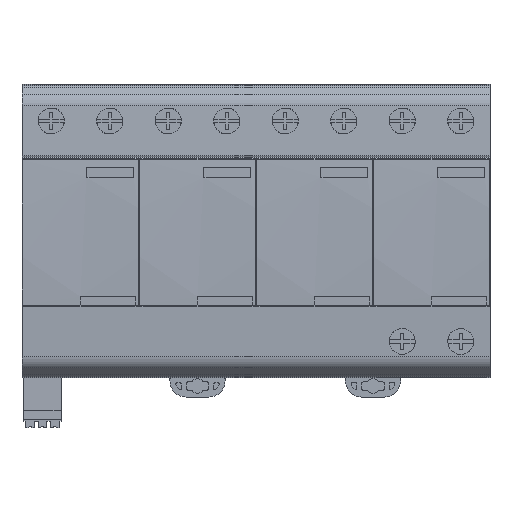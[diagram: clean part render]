
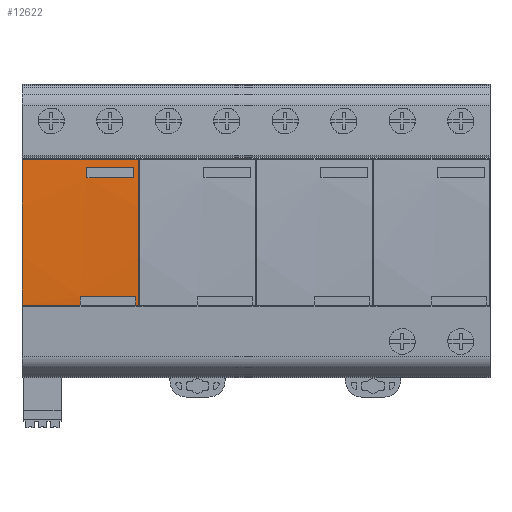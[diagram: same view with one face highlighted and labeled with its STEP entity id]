
A CAD part, front view. The second image highlights one B-rep face of the part: STEP entity #12622.
In plain terms, the highlighted cylindrical face has radius 416 mm (diameter 832 mm), a partial arc.
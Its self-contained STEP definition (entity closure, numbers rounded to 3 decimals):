
#1091=CARTESIAN_POINT('',(-100.995,-79.296,
16.396));
#1092=CARTESIAN_POINT('',(-100.939,-79.296,
16.396));
#1093=CARTESIAN_POINT('',(-100.841,-79.295,
16.424));
#1094=CARTESIAN_POINT('',(-100.728,-79.291,
16.534));
#1095=CARTESIAN_POINT('',(-100.696,-79.287,
16.636));
#1096=CARTESIAN_POINT('',(-100.697,-79.285,
16.695));
#1098=CARTESIAN_POINT('',(-100.701,-79.177,
19.299));
#1099=CARTESIAN_POINT('',(-100.701,-79.174,
19.356));
#1100=CARTESIAN_POINT('',(-100.73,-79.17,
19.455));
#1101=CARTESIAN_POINT('',(-100.846,-79.164,
19.57));
#1102=CARTESIAN_POINT('',(-100.945,-79.163,
19.598));
#1103=CARTESIAN_POINT('',(-101.002,-79.163,
19.598));
#1105=DIRECTION('',(-1.,0.,0.));
#1106=VECTOR('',#1105,13.996);
#1107=CARTESIAN_POINT('',(-101.002,-79.163,
19.598));
#1108=LINE('',#1107,#1106);
#1109=CARTESIAN_POINT('',(-114.998,-79.163,
19.598));
#1110=CARTESIAN_POINT('',(-115.055,-79.163,
19.598));
#1111=CARTESIAN_POINT('',(-115.154,-79.164,
19.57));
#1112=CARTESIAN_POINT('',(-115.27,-79.17,
19.454));
#1113=CARTESIAN_POINT('',(-115.299,-79.174,
19.356));
#1114=CARTESIAN_POINT('',(-115.299,-79.176,
19.298));
#1116=CARTESIAN_POINT('',(-115.304,-79.284,
16.696));
#1117=CARTESIAN_POINT('',(-115.304,-79.287,
16.64));
#1118=CARTESIAN_POINT('',(-115.276,-79.29,
16.542));
#1119=CARTESIAN_POINT('',(-115.166,-79.295,
16.428));
#1120=CARTESIAN_POINT('',(-115.064,-79.296,
16.396));
#1121=CARTESIAN_POINT('',(-115.005,-79.296,
16.396));
#1123=DIRECTION('',(1.,0.,0.));
#1124=VECTOR('',#1123,14.009);
#1125=CARTESIAN_POINT('',(-115.005,-79.296,
16.396));
#1126=LINE('',#1125,#1124);
#1127=DIRECTION('',(1.,0.,0.));
#1128=VECTOR('',#1127,35.7);
#1129=CARTESIAN_POINT('',(-135.,-79.047,22.));
#1130=LINE('',#1129,#1128);
#1131=CARTESIAN_POINT('',(-99.3,-79.047,22.));
#1132=CARTESIAN_POINT('',(-99.233,-79.051,
21.933));
#1133=CARTESIAN_POINT('',(-99.167,-79.054,
21.867));
#1134=CARTESIAN_POINT('',(-99.1,-79.057,
21.8));
#1136=CARTESIAN_POINT('',(-99.1,336.41,0.75));
#1137=DIRECTION('',(1.,0.,0.));
#1138=DIRECTION('',(0.,-0.999,0.051));
#1139=AXIS2_PLACEMENT_3D('',#1136,#1137,#1138);
#1141=CARTESIAN_POINT('',(-99.1,-78.933,
-22.627));
#1142=CARTESIAN_POINT('',(-99.167,-78.929,
-22.694));
#1143=CARTESIAN_POINT('',(-99.233,-78.925,
-22.76));
#1144=CARTESIAN_POINT('',(-99.3,-78.922,-22.827));
#1146=DIRECTION('',(-1.,0.,0.));
#1147=VECTOR('',#1146,0.7);
#1148=CARTESIAN_POINT('',(-99.3,-78.922,-22.827));
#1149=LINE('',#1148,#1147);
#1150=DIRECTION('',(-1.,0.,0.));
#1151=VECTOR('',#1150,17.);
#1152=CARTESIAN_POINT('',(-100.,-79.061,-20.227));
#1153=LINE('',#1152,#1151);
#1154=DIRECTION('',(-1.,0.,0.));
#1155=VECTOR('',#1154,17.7);
#1156=CARTESIAN_POINT('',(-117.3,-78.922,-22.827));
#1157=LINE('',#1156,#1155);
#1158=CARTESIAN_POINT('',(-135.,336.41,0.75));
#1159=DIRECTION('',(-1.,0.,0.));
#1160=DIRECTION('',(0.,-0.998,-0.057));
#1161=AXIS2_PLACEMENT_3D('',#1158,#1159,#1160);
#1609=CARTESIAN_POINT('',(-115.304,-79.284,
16.696));
#1610=CARTESIAN_POINT('',(-115.303,-79.273,
16.985));
#1611=CARTESIAN_POINT('',(-115.301,-79.251,
17.564));
#1612=CARTESIAN_POINT('',(-115.303,-79.215,
18.431));
#1613=CARTESIAN_POINT('',(-115.3,-79.189,
19.01));
#1614=CARTESIAN_POINT('',(-115.299,-79.176,
19.298));
#1643=CARTESIAN_POINT('',(-100.701,-79.177,
19.299));
#1644=CARTESIAN_POINT('',(-100.701,-79.189,
19.01));
#1645=CARTESIAN_POINT('',(-100.698,-79.215,
18.431));
#1646=CARTESIAN_POINT('',(-100.7,-79.251,
17.563));
#1647=CARTESIAN_POINT('',(-100.697,-79.273,
16.985));
#1648=CARTESIAN_POINT('',(-100.697,-79.285,
16.695));
#7559=CARTESIAN_POINT('',(-117.3,-78.922,-22.827));
#7560=CARTESIAN_POINT('',(-117.2,-78.927,
-22.727));
#7561=CARTESIAN_POINT('',(-117.1,-78.933,
-22.627));
#7562=CARTESIAN_POINT('',(-117.,-78.939,-22.527));
#7587=CARTESIAN_POINT('',(-117.,336.41,0.75));
#7588=DIRECTION('',(1.,0.,0.));
#7589=DIRECTION('',(0.,-0.999,-0.05));
#7590=AXIS2_PLACEMENT_3D('',#7587,#7588,#7589);
#7612=CARTESIAN_POINT('',(-100.,336.41,0.75));
#7613=DIRECTION('',(1.,0.,0.));
#7614=DIRECTION('',(0.,-0.999,-0.05));
#7615=AXIS2_PLACEMENT_3D('',#7612,#7613,#7614);
#7637=CARTESIAN_POINT('',(-99.1,-78.933,-22.627));
#7660=CARTESIAN_POINT('',(-99.1,-79.057,21.8));
#10015=VERTEX_POINT('',#7637);
#10019=CARTESIAN_POINT('',(-99.3,-78.922,-22.827));
#10020=VERTEX_POINT('',#10019);
#10021=VERTEX_POINT('',#7660);
#10022=CARTESIAN_POINT('',(-100.,-78.922,-22.827));
#10023=VERTEX_POINT('',#10022);
#10024=CARTESIAN_POINT('',(-100.,-79.061,-20.227));
#10025=VERTEX_POINT('',#10024);
#10026=VERTEX_POINT('',#1131);
#10027=VERTEX_POINT('',#1091);
#10028=VERTEX_POINT('',#1096);
#10029=VERTEX_POINT('',#1643);
#10030=VERTEX_POINT('',#1103);
#10031=CARTESIAN_POINT('',(-114.998,-79.163,
19.598));
#10032=VERTEX_POINT('',#10031);
#10033=VERTEX_POINT('',#1114);
#10034=VERTEX_POINT('',#1609);
#10035=VERTEX_POINT('',#1121);
#10049=CARTESIAN_POINT('',(-135.,-78.922,-22.827));
#10050=VERTEX_POINT('',#10049);
#10116=CARTESIAN_POINT('',(-135.,-79.047,22.));
#10117=VERTEX_POINT('',#10116);
#12110=CARTESIAN_POINT('',(-117.,-78.939,-22.527));
#12112=VERTEX_POINT('',#12110);
#12113=VERTEX_POINT('',#7559);
#12114=CARTESIAN_POINT('',(-117.,-79.061,-20.227));
#12116=VERTEX_POINT('',#12114);
#12576=CARTESIAN_POINT('',(9.,336.41,0.75));
#12577=DIRECTION('',(1.,0.,0.));
#12578=DIRECTION('',(0.,1.,0.));
#12579=AXIS2_PLACEMENT_3D('',#12576,#12577,#12578);
#12580=CYLINDRICAL_SURFACE('',#12579,416.);
#12582=ORIENTED_EDGE('',*,*,#12581,.T.);
#12584=ORIENTED_EDGE('',*,*,#12583,.T.);
#12586=ORIENTED_EDGE('',*,*,#12585,.T.);
#12588=ORIENTED_EDGE('',*,*,#12587,.T.);
#12590=ORIENTED_EDGE('',*,*,#12589,.T.);
#12592=ORIENTED_EDGE('',*,*,#12591,.F.);
#12594=ORIENTED_EDGE('',*,*,#12593,.T.);
#12596=ORIENTED_EDGE('',*,*,#12595,.T.);
#12598=ORIENTED_EDGE('',*,*,#12597,.F.);
#12600=ORIENTED_EDGE('',*,*,#12599,.T.);
#12601=ORIENTED_EDGE('',*,*,#12470,.T.);
#12602=EDGE_LOOP('',(#12582,#12584,#12586,#12588,#12590,#12592,#12594,#12596,
#12598,#12600,#12601));
#12603=FACE_OUTER_BOUND('',#12602,.F.);
#12605=ORIENTED_EDGE('',*,*,#12604,.T.);
#12607=ORIENTED_EDGE('',*,*,#12606,.F.);
#12609=ORIENTED_EDGE('',*,*,#12608,.T.);
#12611=ORIENTED_EDGE('',*,*,#12610,.T.);
#12613=ORIENTED_EDGE('',*,*,#12612,.T.);
#12615=ORIENTED_EDGE('',*,*,#12614,.F.);
#12617=ORIENTED_EDGE('',*,*,#12616,.T.);
#12619=ORIENTED_EDGE('',*,*,#12618,.T.);
#12620=EDGE_LOOP('',(#12605,#12607,#12609,#12611,#12613,#12615,#12617,#12619));
#12621=FACE_BOUND('',#12620,.F.);
#1097=B_SPLINE_CURVE_WITH_KNOTS('',3,(#1091,#1092,#1093,#1094,#1095,#1096),
.UNSPECIFIED.,.F.,.F.,(4,1,1,4),(0.,0.333,0.667,1.),
.UNSPECIFIED.);
#1104=B_SPLINE_CURVE_WITH_KNOTS('',3,(#1098,#1099,#1100,#1101,#1102,#1103),
.UNSPECIFIED.,.F.,.F.,(4,1,1,4),(0.,0.333,0.667,1.),
.UNSPECIFIED.);
#1115=B_SPLINE_CURVE_WITH_KNOTS('',3,(#1109,#1110,#1111,#1112,#1113,#1114),
.UNSPECIFIED.,.F.,.F.,(4,1,1,4),(0.,0.333,0.667,1.),
.UNSPECIFIED.);
#1122=B_SPLINE_CURVE_WITH_KNOTS('',3,(#1116,#1117,#1118,#1119,#1120,#1121),
.UNSPECIFIED.,.F.,.F.,(4,1,1,4),(0.,0.333,0.667,1.),
.UNSPECIFIED.);
#1135=B_SPLINE_CURVE_WITH_KNOTS('',3,(#1131,#1132,#1133,#1134),.UNSPECIFIED.,
.F.,.F.,(4,4),(0.,1.),.UNSPECIFIED.);
#1140=CIRCLE('',#1139,416.);
#1145=B_SPLINE_CURVE_WITH_KNOTS('',3,(#1141,#1142,#1143,#1144),.UNSPECIFIED.,
.F.,.F.,(4,4),(0.,1.),.UNSPECIFIED.);
#1162=CIRCLE('',#1161,416.);
#1615=B_SPLINE_CURVE_WITH_KNOTS('',3,(#1609,#1610,#1611,#1612,#1613,#1614),
.UNSPECIFIED.,.F.,.F.,(4,1,1,4),(0.,0.333,0.667,1.),
.UNSPECIFIED.);
#1649=B_SPLINE_CURVE_WITH_KNOTS('',3,(#1643,#1644,#1645,#1646,#1647,#1648),
.UNSPECIFIED.,.F.,.F.,(4,1,1,4),(0.,0.333,0.667,1.),
.UNSPECIFIED.);
#7563=B_SPLINE_CURVE_WITH_KNOTS('',3,(#7559,#7560,#7561,#7562),.UNSPECIFIED.,
.F.,.F.,(4,4),(0.,1.),.UNSPECIFIED.);
#7591=CIRCLE('',#7590,416.);
#7616=CIRCLE('',#7615,416.);
#12470=EDGE_CURVE('',#10050,#10117,#1162,.T.);
#12581=EDGE_CURVE('',#10117,#10026,#1130,.T.);
#12583=EDGE_CURVE('',#10026,#10021,#1135,.T.);
#12585=EDGE_CURVE('',#10021,#10015,#1140,.T.);
#12587=EDGE_CURVE('',#10015,#10020,#1145,.T.);
#12589=EDGE_CURVE('',#10020,#10023,#1149,.T.);
#12591=EDGE_CURVE('',#10025,#10023,#7616,.T.);
#12593=EDGE_CURVE('',#10025,#12116,#1153,.T.);
#12595=EDGE_CURVE('',#12116,#12112,#7591,.T.);
#12597=EDGE_CURVE('',#12113,#12112,#7563,.T.);
#12599=EDGE_CURVE('',#12113,#10050,#1157,.T.);
#12604=EDGE_CURVE('',#10027,#10028,#1097,.T.);
#12606=EDGE_CURVE('',#10029,#10028,#1649,.T.);
#12608=EDGE_CURVE('',#10029,#10030,#1104,.T.);
#12610=EDGE_CURVE('',#10030,#10032,#1108,.T.);
#12612=EDGE_CURVE('',#10032,#10033,#1115,.T.);
#12614=EDGE_CURVE('',#10034,#10033,#1615,.T.);
#12616=EDGE_CURVE('',#10034,#10035,#1122,.T.);
#12618=EDGE_CURVE('',#10035,#10027,#1126,.T.);
#12622=ADVANCED_FACE('',(#12603,#12621),#12580,.T.);
